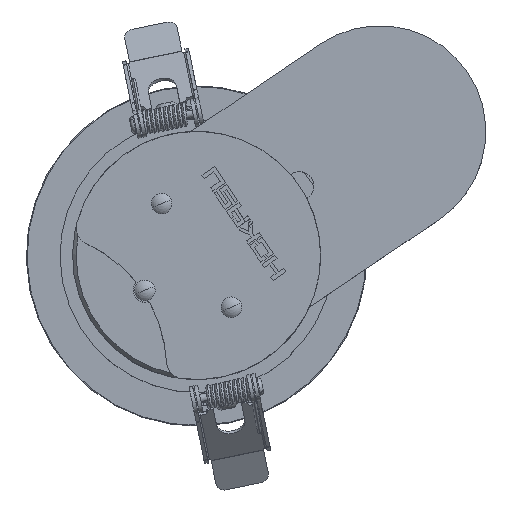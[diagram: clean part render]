
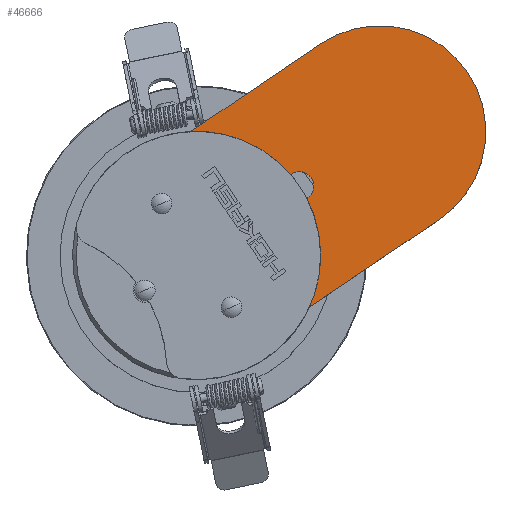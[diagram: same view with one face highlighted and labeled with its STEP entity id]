
A CAD part, top view. The second image highlights one B-rep face of the part: STEP entity #46666.
In plain terms, the highlighted planar face has unit normal (0, 0, 1).
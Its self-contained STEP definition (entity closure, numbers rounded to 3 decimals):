
#973 = DIRECTION ( 'NONE',  ( 0., 0., 1. ) ) ;
#1023 = EDGE_CURVE ( 'NONE', #26486, #46771, #35027, .T. ) ;
#2181 = CARTESIAN_POINT ( 'NONE',  ( 31.134, -14.274, 20. ) ) ;
#2428 = ORIENTED_EDGE ( 'NONE', *, *, #4677, .F. ) ;
#3761 = DIRECTION ( 'NONE',  ( 0., 0., 1. ) ) ;
#4070 = CARTESIAN_POINT ( 'NONE',  ( 14.533, 14.636, 20. ) ) ;
#4238 = DIRECTION ( 'NONE',  ( 0., 0., 1. ) ) ;
#4677 = EDGE_CURVE ( 'NONE', #35086, #25165, #37378, .T. ) ;
#5207 = FACE_OUTER_BOUND ( 'NONE', #46906, .T. ) ;
#6016 = EDGE_CURVE ( 'NONE', #45506, #8050, #37972, .T. ) ;
#6325 = VECTOR ( 'NONE', #45869, 1000. ) ;
#7414 = DIRECTION ( 'NONE',  ( 0.829, 0.56, 0. ) ) ;
#8050 = VERTEX_POINT ( 'NONE', #26306 ) ;
#8515 = LINE ( 'NONE', #46713, #33104 ) ;
#9071 = CIRCLE ( 'NONE', #28703, 34.25 ) ;
#9213 = DIRECTION ( 'NONE',  ( 0.829, 0.56, 0. ) ) ;
#9263 = CARTESIAN_POINT ( 'NONE',  ( 30.625, 15.848, 20. ) ) ;
#11291 = DIRECTION ( 'NONE',  ( 0.829, 0.56, 0. ) ) ;
#11499 = LINE ( 'NONE', #27367, #6325 ) ;
#11553 = AXIS2_PLACEMENT_3D ( 'NONE', #45721, #27087, #9213 ) ;
#12654 = VERTEX_POINT ( 'NONE', #9263 ) ;
#14350 = EDGE_CURVE ( 'NONE', #35086, #45506, #11499, .T. ) ;
#14805 = CARTESIAN_POINT ( 'NONE',  ( 30.625, 15.848, 20. ) ) ;
#14951 = CARTESIAN_POINT ( 'NONE',  ( 0., 0., 20. ) ) ;
#15073 = DIRECTION ( 'NONE',  ( 0.829, 0.56, 0. ) ) ;
#15439 = ORIENTED_EDGE ( 'NONE', *, *, #33536, .F. ) ;
#16008 = AXIS2_PLACEMENT_3D ( 'NONE', #22283, #4238, #11291 ) ;
#17373 = DIRECTION ( 'NONE',  ( -0.829, -0.56, 0. ) ) ;
#17771 = AXIS2_PLACEMENT_3D ( 'NONE', #14951, #21528, #32226 ) ;
#18326 = DIRECTION ( 'NONE',  ( 0.829, 0.56, 0. ) ) ;
#18525 = CARTESIAN_POINT ( 'NONE',  ( 30.431, 15.717, 20. ) ) ;
#19242 = CARTESIAN_POINT ( 'NONE',  ( 25.955, 22.347, 20. ) ) ;
#20003 = VECTOR ( 'NONE', #18326, 1000. ) ;
#21528 = DIRECTION ( 'NONE',  ( 0., 0., 1. ) ) ;
#22283 = CARTESIAN_POINT ( 'NONE',  ( 50.617, 34.169, 20. ) ) ;
#22591 = EDGE_CURVE ( 'NONE', #12654, #26486, #24084, .T. ) ;
#23543 = ORIENTED_EDGE ( 'NONE', *, *, #25541, .T. ) ;
#24084 = CIRCLE ( 'NONE', #11553, 4. ) ;
#25165 = VERTEX_POINT ( 'NONE', #18525 ) ;
#25297 = CARTESIAN_POINT ( 'NONE',  ( 0., 0., 20. ) ) ;
#25541 = EDGE_CURVE ( 'NONE', #8050, #43254, #8515, .T. ) ;
#26306 = CARTESIAN_POINT ( 'NONE',  ( 34.251, 58.412, 20. ) ) ;
#26486 = VERTEX_POINT ( 'NONE', #29711 ) ;
#27087 = DIRECTION ( 'NONE',  ( 0., 0., 1. ) ) ;
#27367 = CARTESIAN_POINT ( 'NONE',  ( 16.365, -24.243, 20. ) ) ;
#28703 = AXIS2_PLACEMENT_3D ( 'NONE', #25297, #3761, #7414 ) ;
#28763 = VECTOR ( 'NONE', #33273, 1000. ) ;
#29711 = CARTESIAN_POINT ( 'NONE',  ( 26.149, 22.478, 20. ) ) ;
#30198 = AXIS2_PLACEMENT_3D ( 'NONE', #44569, #973, #15073 ) ;
#32226 = DIRECTION ( 'NONE',  ( 0.829, 0.56, 0. ) ) ;
#33104 = VECTOR ( 'NONE', #17373, 1000. ) ;
#33273 = DIRECTION ( 'NONE',  ( -0.829, -0.56, 0. ) ) ;
#33536 = EDGE_CURVE ( 'NONE', #25165, #12654, #39433, .T. ) ;
#34392 = CARTESIAN_POINT ( 'NONE',  ( -1.597, 34.213, 20. ) ) ;
#35027 = LINE ( 'NONE', #4070, #28763 ) ;
#35086 = VERTEX_POINT ( 'NONE', #2181 ) ;
#35929 = EDGE_CURVE ( 'NONE', #46771, #43254, #9071, .T. ) ;
#37378 = CIRCLE ( 'NONE', #30198, 34.25 ) ;
#37972 = CIRCLE ( 'NONE', #16008, 29.25 ) ;
#39239 = ORIENTED_EDGE ( 'NONE', *, *, #6016, .T. ) ;
#39433 = LINE ( 'NONE', #14805, #20003 ) ;
#40682 = CARTESIAN_POINT ( 'NONE',  ( 66.982, 9.926, 20. ) ) ;
#42075 = ORIENTED_EDGE ( 'NONE', *, *, #14350, .T. ) ;
#43254 = VERTEX_POINT ( 'NONE', #34392 ) ;
#43363 = PLANE ( 'NONE',  #17771 ) ;
#44569 = CARTESIAN_POINT ( 'NONE',  ( 0., 0., 20. ) ) ;
#45120 = ORIENTED_EDGE ( 'NONE', *, *, #22591, .F. ) ;
#45506 = VERTEX_POINT ( 'NONE', #40682 ) ;
#45721 = CARTESIAN_POINT ( 'NONE',  ( 28.387, 19.163, 20. ) ) ;
#45869 = DIRECTION ( 'NONE',  ( 0.829, 0.56, 0. ) ) ;
#45928 = ORIENTED_EDGE ( 'NONE', *, *, #35929, .F. ) ;
#46322 = ORIENTED_EDGE ( 'NONE', *, *, #1023, .F. ) ;
#46666 = ADVANCED_FACE ( 'NONE', ( #5207 ), #43363, .T. ) ;
#46713 = CARTESIAN_POINT ( 'NONE',  ( -16.365, 24.243, 20. ) ) ;
#46771 = VERTEX_POINT ( 'NONE', #19242 ) ;
#46906 = EDGE_LOOP ( 'NONE', ( #2428, #42075, #39239, #23543, #45928, #46322, #45120, #15439 ) ) ;
